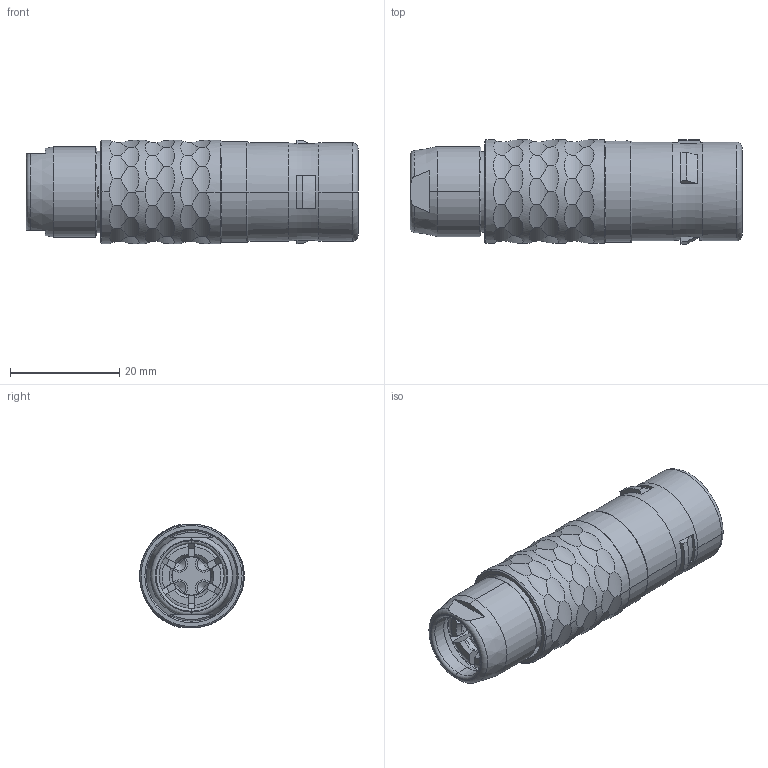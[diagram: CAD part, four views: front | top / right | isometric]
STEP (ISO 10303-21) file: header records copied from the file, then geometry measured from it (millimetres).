
FILE_DESCRIPTION((''),'2;1');
FILE_NAME('00051501_SW0001','2017-06-22T',('rtrager'),(''),'PRO/ENGINEER BY PARAMETRIC TECHNOLOGY CORPORATION, 2016360','PRO/ENGINEER BY PARAMETRIC TECHNOLOGY CORPORATION, 2016360','');
FILE_SCHEMA(('AUTOMOTIVE_DESIGN { 1 0 10303 214 1 1 1 1 }'));
Products named in the file (1): 00051501_SW0001
Bounding box: 60.8 x 19.18 x 19 mm (x, y, z)
Volume: 8857.4 mm3; surface area: 17906.1 mm2
Topology: 1 solids, 1 shells, 598 faces, 1701 edges, 1085 vertices
Faces by surface type: cylinder 256, plane 170, cone 99, torus 56, bspline 8, sphere 8, extrusion 1
Entity records: 40176 total; most frequent: CARTESIAN_POINT 22234, ORIENTED_EDGE 3370, DIRECTION 2941, EDGE_CURVE 1685, AXIS2_PLACEMENT_3D 1185, VERTEX_POINT 1085, EDGE_LOOP 632, FACE_OUTER_BOUND 598
